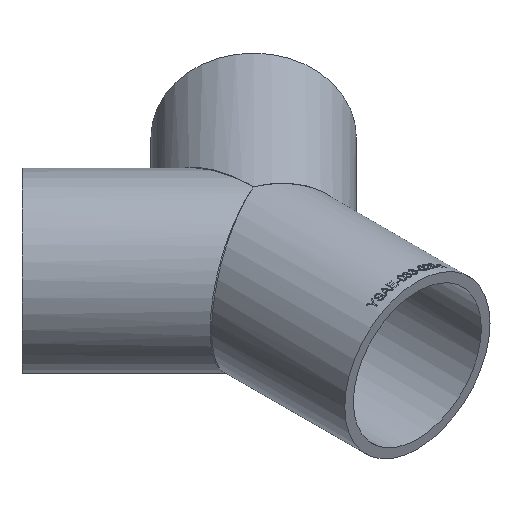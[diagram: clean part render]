
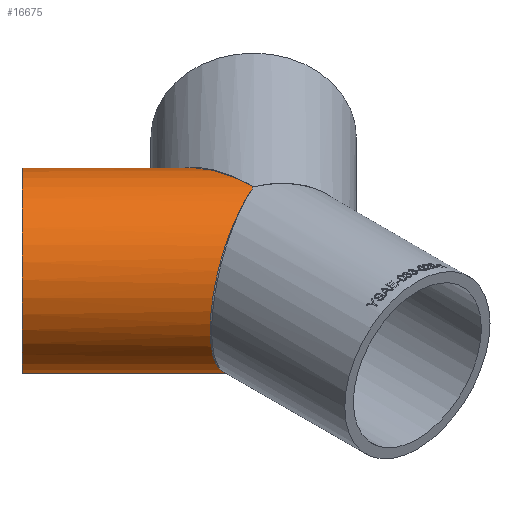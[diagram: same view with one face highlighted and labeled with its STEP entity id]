
A CAD part, isometric view. The second image highlights one B-rep face of the part: STEP entity #16675.
In plain terms, the highlighted cylindrical face has radius 16.85 mm (diameter 33.7 mm), a full revolution.
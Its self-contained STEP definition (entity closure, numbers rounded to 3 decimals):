
#31 = FACE_OUTER_BOUND ( 'NONE', #1969, .T. ) ;
#281 = CARTESIAN_POINT ( 'NONE',  ( -0.495, 48.154, 16.85 ) ) ;
#904 = VERTEX_POINT ( 'NONE', #4139 ) ;
#1867 = DIRECTION ( 'NONE',  ( 0.707, 0.707, 0. ) ) ;
#1969 = EDGE_LOOP ( 'NONE', ( #17800, #3283 ) ) ;
#2587 = AXIS2_PLACEMENT_3D ( 'NONE', #2880, #9687, #2690 ) ;
#2690 = DIRECTION ( 'NONE',  ( -0.707, -0.707, 0. ) ) ;
#2880 = CARTESIAN_POINT ( 'NONE',  ( 13.177, -13.177, 0. ) ) ;
#3150 = CARTESIAN_POINT ( 'NONE',  ( 0., 0., -16.85 ) ) ;
#3283 = ORIENTED_EDGE ( 'NONE', *, *, #14783, .T. ) ;
#3530 = EDGE_CURVE ( 'NONE', #7383, #904, #10644, .T. ) ;
#3563 = CIRCLE ( 'NONE', #10603, 16.85 ) ;
#3964 = ORIENTED_EDGE ( 'NONE', *, *, #10841, .T. ) ;
#4109 = CYLINDRICAL_SURFACE ( 'NONE', #2587, 16.85 ) ;
#4139 = CARTESIAN_POINT ( 'NONE',  ( 0., 0., -16.85 ) ) ;
#5926 = FACE_OUTER_BOUND ( 'NONE', #10391, .T. ) ;
#6013 = CARTESIAN_POINT ( 'NONE',  ( -33.905, -13.754, 16.85 ) ) ;
#7383 = VERTEX_POINT ( 'NONE', #14322 ) ;
#7624 = VERTEX_POINT ( 'NONE', #10635 ) ;
#8572 = CARTESIAN_POINT ( 'NONE',  ( -33.905, -13.754, -16.85 ) ) ;
#8954 = DIRECTION ( 'NONE',  ( 0.707, -0.707, 0. ) ) ;
#9687 = DIRECTION ( 'NONE',  ( -0.707, 0.707, 0. ) ) ;
#10391 = EDGE_LOOP ( 'NONE', ( #3964 ) ) ;
#10603 = AXIS2_PLACEMENT_3D ( 'NONE', #13014, #8954, #1867 ) ;
#10635 = CARTESIAN_POINT ( 'NONE',  ( -14.955, 38.785, 0. ) ) ;
#10644 =( BOUNDED_CURVE ( )  B_SPLINE_CURVE ( 3, ( #17238, #281, #15573, #14267 ),
 .UNSPECIFIED., .F., .T. ) 
 B_SPLINE_CURVE_WITH_KNOTS ( ( 4, 4 ),
 ( 4.712, 7.854 ),
 .UNSPECIFIED. ) 
 CURVE ( )  GEOMETRIC_REPRESENTATION_ITEM ( )  RATIONAL_B_SPLINE_CURVE ( ( 1., 0.333, 0.333, 1. ) ) 
 REPRESENTATION_ITEM ( '' )  );
#10841 = EDGE_CURVE ( 'NONE', #7624, #7624, #3563, .T. ) ;
#12802 =( BOUNDED_CURVE ( )  B_SPLINE_CURVE ( 3, ( #3150, #8572, #6013, #17152 ),
 .UNSPECIFIED., .F., .T. ) 
 B_SPLINE_CURVE_WITH_KNOTS ( ( 4, 4 ),
 ( 1.571, 4.712 ),
 .UNSPECIFIED. ) 
 CURVE ( )  GEOMETRIC_REPRESENTATION_ITEM ( )  RATIONAL_B_SPLINE_CURVE ( ( 1., 0.333, 0.333, 1. ) ) 
 REPRESENTATION_ITEM ( '' )  );
#13014 = CARTESIAN_POINT ( 'NONE',  ( -26.87, 26.87, 0. ) ) ;
#14267 = CARTESIAN_POINT ( 'NONE',  ( 0., 0., -16.85 ) ) ;
#14322 = CARTESIAN_POINT ( 'NONE',  ( 0., 0., 16.85 ) ) ;
#14783 = EDGE_CURVE ( 'NONE', #904, #7383, #12802, .T. ) ;
#15573 = CARTESIAN_POINT ( 'NONE',  ( -0.495, 48.154, -16.85 ) ) ;
#16675 = ADVANCED_FACE ( 'NONE', ( #31, #5926 ), #4109, .T. ) ;
#17152 = CARTESIAN_POINT ( 'NONE',  ( 0., 0., 16.85 ) ) ;
#17238 = CARTESIAN_POINT ( 'NONE',  ( 0., 0., 16.85 ) ) ;
#17800 = ORIENTED_EDGE ( 'NONE', *, *, #3530, .T. ) ;
